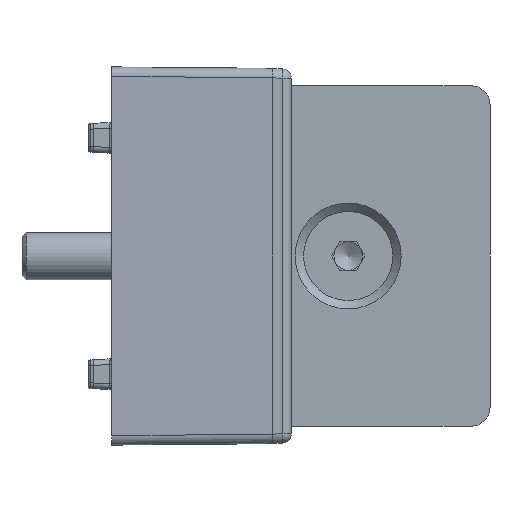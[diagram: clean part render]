
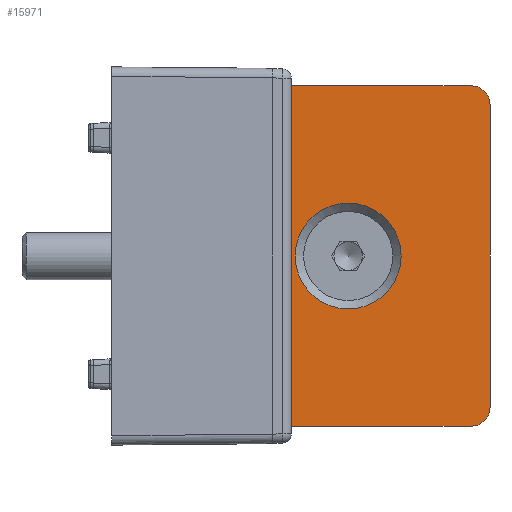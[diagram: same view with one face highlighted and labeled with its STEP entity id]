
A CAD part, front view. The second image highlights one B-rep face of the part: STEP entity #15971.
In plain terms, the highlighted planar face has unit normal (0, -1, 0).
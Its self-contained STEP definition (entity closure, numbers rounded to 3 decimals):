
#291=FACE_BOUND('',#2617,.T.);
#674=PLANE('',#17346);
#1660=FACE_OUTER_BOUND('',#2616,.T.);
#2616=EDGE_LOOP('',(#13667,#13668,#13669,#13670,#13671,#13672,#13673,#13674));
#2617=EDGE_LOOP('',(#13675));
#3256=CIRCLE('',#17341,5.6);
#3257=CIRCLE('',#17347,2.);
#3258=CIRCLE('',#17348,2.);
#3259=CIRCLE('',#17349,2.);
#3260=CIRCLE('',#17350,2.);
#4344=LINE('',#37425,#5475);
#4348=LINE('',#37434,#5479);
#4354=LINE('',#37447,#5485);
#4356=LINE('',#37452,#5487);
#5475=VECTOR('',#21057,1000.);
#5479=VECTOR('',#21063,1000.);
#5485=VECTOR('',#21071,1000.);
#5487=VECTOR('',#21075,1000.);
#7219=VERTEX_POINT('',#37419);
#7220=VERTEX_POINT('',#37423);
#7221=VERTEX_POINT('',#37424);
#7224=VERTEX_POINT('',#37432);
#7225=VERTEX_POINT('',#37433);
#7230=VERTEX_POINT('',#37444);
#7231=VERTEX_POINT('',#37446);
#7232=VERTEX_POINT('',#37450);
#7233=VERTEX_POINT('',#37451);
#9374=EDGE_CURVE('',#7219,#7219,#3256,.T.);
#9375=EDGE_CURVE('',#7220,#7221,#4344,.T.);
#9379=EDGE_CURVE('',#7224,#7225,#4348,.T.);
#9385=EDGE_CURVE('',#7231,#7230,#4354,.T.);
#9387=EDGE_CURVE('',#7232,#7233,#4356,.T.);
#9391=EDGE_CURVE('',#7230,#7232,#3257,.T.);
#9392=EDGE_CURVE('',#7233,#7220,#3258,.T.);
#9393=EDGE_CURVE('',#7221,#7224,#3259,.T.);
#9394=EDGE_CURVE('',#7225,#7231,#3260,.T.);
#13667=ORIENTED_EDGE('',*,*,#9385,.T.);
#13668=ORIENTED_EDGE('',*,*,#9391,.T.);
#13669=ORIENTED_EDGE('',*,*,#9387,.T.);
#13670=ORIENTED_EDGE('',*,*,#9392,.T.);
#13671=ORIENTED_EDGE('',*,*,#9375,.T.);
#13672=ORIENTED_EDGE('',*,*,#9393,.T.);
#13673=ORIENTED_EDGE('',*,*,#9379,.T.);
#13674=ORIENTED_EDGE('',*,*,#9394,.T.);
#13675=ORIENTED_EDGE('',*,*,#9374,.T.);
#15971=ADVANCED_FACE('',(#1660,#291),#674,.T.);
#17341=AXIS2_PLACEMENT_3D('',#37421,#21053,#21054);
#17346=AXIS2_PLACEMENT_3D('',#37458,#21079,#21080);
#17347=AXIS2_PLACEMENT_3D('',#37459,#21081,#21082);
#17348=AXIS2_PLACEMENT_3D('',#37460,#21083,#21084);
#17349=AXIS2_PLACEMENT_3D('',#37461,#21085,#21086);
#17350=AXIS2_PLACEMENT_3D('',#37462,#21087,#21088);
#21053=DIRECTION('center_axis',(0.,1.,0.));
#21054=DIRECTION('ref_axis',(-1.,0.,0.));
#21057=DIRECTION('',(0.,0.,-1.));
#21063=DIRECTION('',(1.,0.,0.));
#21071=DIRECTION('',(0.,0.,1.));
#21075=DIRECTION('',(-1.,0.,0.));
#21079=DIRECTION('center_axis',(0.,-1.,0.));
#21080=DIRECTION('ref_axis',(-1.,0.,0.));
#21081=DIRECTION('center_axis',(0.,-1.,0.));
#21082=DIRECTION('ref_axis',(-1.,0.,0.));
#21083=DIRECTION('center_axis',(0.,-1.,0.));
#21084=DIRECTION('ref_axis',(-1.,0.,0.));
#21085=DIRECTION('center_axis',(0.,-1.,0.));
#21086=DIRECTION('ref_axis',(-1.,0.,0.));
#21087=DIRECTION('center_axis',(0.,-1.,0.));
#21088=DIRECTION('ref_axis',(-1.,0.,0.));
#37419=CARTESIAN_POINT('',(30.6,15.,0.));
#37421=CARTESIAN_POINT('Origin',(25.,15.,0.));
#37423=CARTESIAN_POINT('',(10.,15.,16.));
#37424=CARTESIAN_POINT('',(10.,15.,-16.));
#37425=CARTESIAN_POINT('',(10.,15.,-18.));
#37432=CARTESIAN_POINT('',(12.,15.,-18.));
#37433=CARTESIAN_POINT('',(38.,15.,-18.));
#37434=CARTESIAN_POINT('',(40.,15.,-18.));
#37444=CARTESIAN_POINT('',(40.,15.,16.));
#37446=CARTESIAN_POINT('',(40.,15.,-16.));
#37447=CARTESIAN_POINT('',(40.,15.,-18.));
#37450=CARTESIAN_POINT('',(38.,15.,18.));
#37451=CARTESIAN_POINT('',(12.,15.,18.));
#37452=CARTESIAN_POINT('',(40.,15.,18.));
#37458=CARTESIAN_POINT('Origin',(25.,15.,0.));
#37459=CARTESIAN_POINT('Origin',(38.,15.,16.));
#37460=CARTESIAN_POINT('Origin',(12.,15.,16.));
#37461=CARTESIAN_POINT('Origin',(12.,15.,-16.));
#37462=CARTESIAN_POINT('Origin',(38.,15.,-16.));
